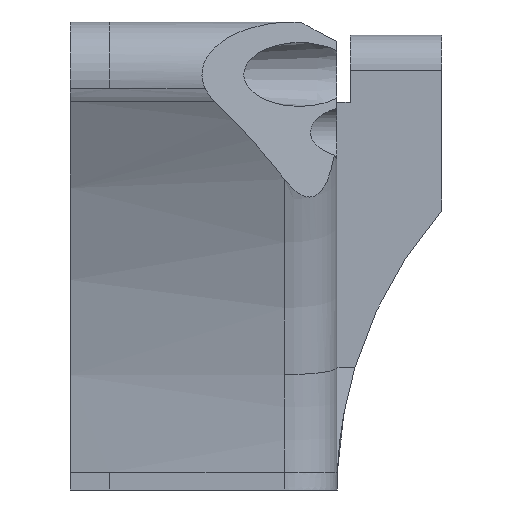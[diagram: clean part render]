
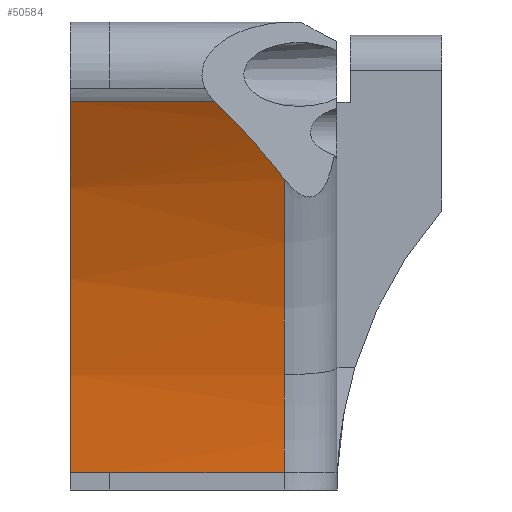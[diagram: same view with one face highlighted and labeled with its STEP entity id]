
A CAD part, left-side view. The second image highlights one B-rep face of the part: STEP entity #50584.
In plain terms, the highlighted cylindrical face has radius 41.469 mm (diameter 82.938 mm), a partial arc.
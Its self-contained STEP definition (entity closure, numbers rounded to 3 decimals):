
#7364 = PLANE('',#7365);
#7365 = AXIS2_PLACEMENT_3D('',#7366,#7367,#7368);
#7366 = CARTESIAN_POINT('',(-6.59,36.25,20.665));
#7367 = DIRECTION('',(0.,1.,0.));
#7368 = DIRECTION('',(-0.,-0.,-1.));
#12183 = PLANE('',#12184);
#12184 = AXIS2_PLACEMENT_3D('',#12185,#12186,#12187);
#12185 = CARTESIAN_POINT('',(-19.053,34.,6.));
#12186 = DIRECTION('',(0.866,0.5,0.));
#12187 = DIRECTION('',(0.5,-0.866,0.));
#27950 = VERTEX_POINT('',#27951);
#27951 = CARTESIAN_POINT('',(-13.279,24.,23.763));
#28117 = TOROIDAL_SURFACE('',#28118,44.469,3.);
#28118 = AXIS2_PLACEMENT_3D('',#28119,#28120,#28121);
#28119 = CARTESIAN_POINT('',(-51.209,24.,7.));
#28120 = DIRECTION('',(0.,-1.,0.));
#28121 = DIRECTION('',(0.989,0.,0.145)
  );
#28205 = EDGE_CURVE('',#28206,#27950,#28208,.T.);
#28206 = VERTEX_POINT('',#28207);
#28207 = CARTESIAN_POINT('',(-15.578,27.981,
    28.215));
#28208 = SURFACE_CURVE('',#28209,(#28214,#28221),.PCURVE_S1.);
#28209 = ELLIPSE('',#28210,82.938,41.469);
#28210 = AXIS2_PLACEMENT_3D('',#28211,#28212,#28213);
#28211 = CARTESIAN_POINT('',(-51.209,89.697,7.));
#28212 = DIRECTION('',(0.866,0.5,0.));
#28213 = DIRECTION('',(0.5,-0.866,0.));
#28214 = PCURVE('',#12183,#28215);
#28215 = DEFINITIONAL_REPRESENTATION('',(#28216),#28220);
#28216 = ELLIPSE('',#28217,82.938,41.469);
#28217 = AXIS2_PLACEMENT_2D('',#28218,#28219);
#28218 = CARTESIAN_POINT('',(-64.313,-1.));
#28219 = DIRECTION('',(1.,0.));
#28220 = ( GEOMETRIC_REPRESENTATION_CONTEXT(2) 
PARAMETRIC_REPRESENTATION_CONTEXT() REPRESENTATION_CONTEXT('2D SPACE',''
  ) );
#28221 = PCURVE('',#28222,#28227);
#28222 = CYLINDRICAL_SURFACE('',#28223,41.469);
#28223 = AXIS2_PLACEMENT_3D('',#28224,#28225,#28226);
#28224 = CARTESIAN_POINT('',(-51.209,-16.,7.));
#28225 = DIRECTION('',(0.,-1.,0.));
#28226 = DIRECTION('',(-1.,0.,0.));
#28227 = DEFINITIONAL_REPRESENTATION('',(#28228),#28235);
#28228 = B_SPLINE_CURVE_WITH_KNOTS('',5,(#28229,#28230,#28231,#28232,
    #28233,#28234),.UNSPECIFIED.,.F.,.F.,(6,6),(5.746,
    6.026),.PIECEWISE_BEZIER_KNOTS.);
#28229 = CARTESIAN_POINT('',(-2.605,-43.981));
#28230 = CARTESIAN_POINT('',(-2.661,-41.923));
#28231 = CARTESIAN_POINT('',(-2.717,-40.107));
#28232 = CARTESIAN_POINT('',(-2.773,-38.546));
#28233 = CARTESIAN_POINT('',(-2.829,-37.251));
#28234 = CARTESIAN_POINT('',(-2.885,-36.229));
#28235 = ( GEOMETRIC_REPRESENTATION_CONTEXT(2) 
PARAMETRIC_REPRESENTATION_CONTEXT() REPRESENTATION_CONTEXT('2D SPACE',''
  ) );
#28254 = CYLINDRICAL_SURFACE('',#28255,3.);
#28255 = AXIS2_PLACEMENT_3D('',#28256,#28257,#28258);
#28256 = CARTESIAN_POINT('',(-13.,-16.,29.75));
#28257 = DIRECTION('',(0.,-1.,0.));
#28258 = DIRECTION('',(-1.,0.,0.));
#40168 = VERTEX_POINT('',#40169);
#40169 = CARTESIAN_POINT('',(-15.578,36.25,28.215));
#40195 = EDGE_CURVE('',#40196,#40168,#40198,.T.);
#40196 = VERTEX_POINT('',#40197);
#40197 = CARTESIAN_POINT('',(-9.74,36.25,7.));
#40198 = SURFACE_CURVE('',#40199,(#40204,#40215),.PCURVE_S1.);
#40199 = CIRCLE('',#40200,41.469);
#40200 = AXIS2_PLACEMENT_3D('',#40201,#40202,#40203);
#40201 = CARTESIAN_POINT('',(-51.209,36.25,7.));
#40202 = DIRECTION('',(0.,-1.,0.));
#40203 = DIRECTION('',(-1.,0.,0.));
#40204 = PCURVE('',#7364,#40205);
#40205 = DEFINITIONAL_REPRESENTATION('',(#40206),#40214);
#40206 = ( BOUNDED_CURVE() B_SPLINE_CURVE(2,(#40207,#40208,#40209,#40210
    ,#40211,#40212,#40213),.UNSPECIFIED.,.T.,.F.) 
B_SPLINE_CURVE_WITH_KNOTS((1,2,2,2,2,1),(-2.094,0.,
    2.094,4.189,6.283,8.378),
.UNSPECIFIED.) CURVE() GEOMETRIC_REPRESENTATION_ITEM() 
RATIONAL_B_SPLINE_CURVE((1.,0.5,1.,0.5,1.,0.5,1.)) REPRESENTATION_ITEM(
  '') );
#40207 = CARTESIAN_POINT('',(13.665,86.088));
#40208 = CARTESIAN_POINT('',(85.492,86.088));
#40209 = CARTESIAN_POINT('',(49.578,23.884));
#40210 = CARTESIAN_POINT('',(13.665,-38.319));
#40211 = CARTESIAN_POINT('',(-22.248,23.884));
#40212 = CARTESIAN_POINT('',(-58.162,86.088));
#40213 = CARTESIAN_POINT('',(13.665,86.088));
#40214 = ( GEOMETRIC_REPRESENTATION_CONTEXT(2) 
PARAMETRIC_REPRESENTATION_CONTEXT() REPRESENTATION_CONTEXT('2D SPACE',''
  ) );
#40215 = PCURVE('',#28222,#40216);
#40216 = DEFINITIONAL_REPRESENTATION('',(#40217),#40221);
#40217 = LINE('',#40218,#40219);
#40218 = CARTESIAN_POINT('',(-6.283,-52.25));
#40219 = VECTOR('',#40220,1.);
#40220 = DIRECTION('',(1.,-0.));
#40221 = ( GEOMETRIC_REPRESENTATION_CONTEXT(2) 
PARAMETRIC_REPRESENTATION_CONTEXT() REPRESENTATION_CONTEXT('2D SPACE',''
  ) );
#46480 = TOROIDAL_SURFACE('',#46481,44.469,3.);
#46481 = AXIS2_PLACEMENT_3D('',#46482,#46483,#46484);
#46482 = CARTESIAN_POINT('',(-51.209,24.,7.));
#46483 = DIRECTION('',(0.,-1.,0.));
#46484 = DIRECTION('',(1.,0.,0.));
#46641 = PLANE('',#46642);
#46642 = AXIS2_PLACEMENT_3D('',#46643,#46644,#46645);
#46643 = CARTESIAN_POINT('',(-9.74,34.,7.));
#46644 = DIRECTION('',(-1.,0.,0.));
#46645 = DIRECTION('',(0.,-1.,0.));
#50330 = EDGE_CURVE('',#50331,#27950,#50333,.T.);
#50331 = VERTEX_POINT('',#50332);
#50332 = CARTESIAN_POINT('',(-10.119,24.,12.595));
#50333 = SURFACE_CURVE('',#50334,(#50339,#50346),.PCURVE_S1.);
#50334 = CIRCLE('',#50335,41.469);
#50335 = AXIS2_PLACEMENT_3D('',#50336,#50337,#50338);
#50336 = CARTESIAN_POINT('',(-51.209,24.,7.));
#50337 = DIRECTION('',(0.,-1.,0.));
#50338 = DIRECTION('',(0.989,0.,0.145)
  );
#50339 = PCURVE('',#28117,#50340);
#50340 = DEFINITIONAL_REPRESENTATION('',(#50341),#50345);
#50341 = LINE('',#50342,#50343);
#50342 = CARTESIAN_POINT('',(0.,3.142));
#50343 = VECTOR('',#50344,1.);
#50344 = DIRECTION('',(1.,0.));
#50345 = ( GEOMETRIC_REPRESENTATION_CONTEXT(2) 
PARAMETRIC_REPRESENTATION_CONTEXT() REPRESENTATION_CONTEXT('2D SPACE',''
  ) );
#50346 = PCURVE('',#28222,#50347);
#50347 = DEFINITIONAL_REPRESENTATION('',(#50348),#50352);
#50348 = LINE('',#50349,#50350);
#50349 = CARTESIAN_POINT('',(-2.996,-40.));
#50350 = VECTOR('',#50351,1.);
#50351 = DIRECTION('',(1.,-0.));
#50352 = ( GEOMETRIC_REPRESENTATION_CONTEXT(2) 
PARAMETRIC_REPRESENTATION_CONTEXT() REPRESENTATION_CONTEXT('2D SPACE',''
  ) );
#50561 = EDGE_CURVE('',#28206,#40168,#50562,.T.);
#50562 = SURFACE_CURVE('',#50563,(#50567,#50574),.PCURVE_S1.);
#50563 = LINE('',#50564,#50565);
#50564 = CARTESIAN_POINT('',(-15.578,-16.,28.215));
#50565 = VECTOR('',#50566,1.);
#50566 = DIRECTION('',(0.,1.,0.));
#50567 = PCURVE('',#28254,#50568);
#50568 = DEFINITIONAL_REPRESENTATION('',(#50569),#50573);
#50569 = LINE('',#50570,#50571);
#50570 = CARTESIAN_POINT('',(-5.746,0.));
#50571 = VECTOR('',#50572,1.);
#50572 = DIRECTION('',(-0.,-1.));
#50573 = ( GEOMETRIC_REPRESENTATION_CONTEXT(2) 
PARAMETRIC_REPRESENTATION_CONTEXT() REPRESENTATION_CONTEXT('2D SPACE',''
  ) );
#50574 = PCURVE('',#28222,#50575);
#50575 = DEFINITIONAL_REPRESENTATION('',(#50576),#50580);
#50576 = LINE('',#50577,#50578);
#50577 = CARTESIAN_POINT('',(-2.605,0.));
#50578 = VECTOR('',#50579,1.);
#50579 = DIRECTION('',(-0.,-1.));
#50580 = ( GEOMETRIC_REPRESENTATION_CONTEXT(2) 
PARAMETRIC_REPRESENTATION_CONTEXT() REPRESENTATION_CONTEXT('2D SPACE',''
  ) );
#50584 = ADVANCED_FACE('',(#50585),#28222,.F.);
#50585 = FACE_BOUND('',#50586,.T.);
#50586 = EDGE_LOOP('',(#50587,#50588,#50589,#50590,#50618,#50641,#50663)
  );
#50587 = ORIENTED_EDGE('',*,*,#28205,.F.);
#50588 = ORIENTED_EDGE('',*,*,#50561,.T.);
#50589 = ORIENTED_EDGE('',*,*,#40195,.F.);
#50590 = ORIENTED_EDGE('',*,*,#50591,.F.);
#50591 = EDGE_CURVE('',#50592,#40196,#50594,.T.);
#50592 = VERTEX_POINT('',#50593);
#50593 = CARTESIAN_POINT('',(-9.74,34.,7.));
#50594 = SURFACE_CURVE('',#50595,(#50599,#50606),.PCURVE_S1.);
#50595 = LINE('',#50596,#50597);
#50596 = CARTESIAN_POINT('',(-9.74,34.,7.));
#50597 = VECTOR('',#50598,1.);
#50598 = DIRECTION('',(0.,1.,0.));
#50599 = PCURVE('',#28222,#50600);
#50600 = DEFINITIONAL_REPRESENTATION('',(#50601),#50605);
#50601 = LINE('',#50602,#50603);
#50602 = CARTESIAN_POINT('',(-3.142,-50.));
#50603 = VECTOR('',#50604,1.);
#50604 = DIRECTION('',(-0.,-1.));
#50605 = ( GEOMETRIC_REPRESENTATION_CONTEXT(2) 
PARAMETRIC_REPRESENTATION_CONTEXT() REPRESENTATION_CONTEXT('2D SPACE',''
  ) );
#50606 = PCURVE('',#50607,#50612);
#50607 = PLANE('',#50608);
#50608 = AXIS2_PLACEMENT_3D('',#50609,#50610,#50611);
#50609 = CARTESIAN_POINT('',(-9.74,34.,7.));
#50610 = DIRECTION('',(1.,0.,0.));
#50611 = DIRECTION('',(0.,1.,0.));
#50612 = DEFINITIONAL_REPRESENTATION('',(#50613),#50617);
#50613 = LINE('',#50614,#50615);
#50614 = CARTESIAN_POINT('',(0.,0.));
#50615 = VECTOR('',#50616,1.);
#50616 = DIRECTION('',(1.,0.));
#50617 = ( GEOMETRIC_REPRESENTATION_CONTEXT(2) 
PARAMETRIC_REPRESENTATION_CONTEXT() REPRESENTATION_CONTEXT('2D SPACE',''
  ) );
#50618 = ORIENTED_EDGE('',*,*,#50619,.T.);
#50619 = EDGE_CURVE('',#50592,#50620,#50622,.T.);
#50620 = VERTEX_POINT('',#50621);
#50621 = CARTESIAN_POINT('',(-9.74,24.,7.));
#50622 = SURFACE_CURVE('',#50623,(#50627,#50634),.PCURVE_S1.);
#50623 = LINE('',#50624,#50625);
#50624 = CARTESIAN_POINT('',(-9.74,34.,7.));
#50625 = VECTOR('',#50626,1.);
#50626 = DIRECTION('',(0.,-1.,0.));
#50627 = PCURVE('',#28222,#50628);
#50628 = DEFINITIONAL_REPRESENTATION('',(#50629),#50633);
#50629 = LINE('',#50630,#50631);
#50630 = CARTESIAN_POINT('',(-3.142,-50.));
#50631 = VECTOR('',#50632,1.);
#50632 = DIRECTION('',(0.,1.));
#50633 = ( GEOMETRIC_REPRESENTATION_CONTEXT(2) 
PARAMETRIC_REPRESENTATION_CONTEXT() REPRESENTATION_CONTEXT('2D SPACE',''
  ) );
#50634 = PCURVE('',#46641,#50635);
#50635 = DEFINITIONAL_REPRESENTATION('',(#50636),#50640);
#50636 = LINE('',#50637,#50638);
#50637 = CARTESIAN_POINT('',(0.,0.));
#50638 = VECTOR('',#50639,1.);
#50639 = DIRECTION('',(1.,0.));
#50640 = ( GEOMETRIC_REPRESENTATION_CONTEXT(2) 
PARAMETRIC_REPRESENTATION_CONTEXT() REPRESENTATION_CONTEXT('2D SPACE',''
  ) );
#50641 = ORIENTED_EDGE('',*,*,#50642,.T.);
#50642 = EDGE_CURVE('',#50620,#50331,#50643,.T.);
#50643 = SURFACE_CURVE('',#50644,(#50649,#50656),.PCURVE_S1.);
#50644 = CIRCLE('',#50645,41.469);
#50645 = AXIS2_PLACEMENT_3D('',#50646,#50647,#50648);
#50646 = CARTESIAN_POINT('',(-51.209,24.,7.));
#50647 = DIRECTION('',(0.,-1.,0.));
#50648 = DIRECTION('',(1.,0.,0.));
#50649 = PCURVE('',#28222,#50650);
#50650 = DEFINITIONAL_REPRESENTATION('',(#50651),#50655);
#50651 = LINE('',#50652,#50653);
#50652 = CARTESIAN_POINT('',(-3.142,-40.));
#50653 = VECTOR('',#50654,1.);
#50654 = DIRECTION('',(1.,-0.));
#50655 = ( GEOMETRIC_REPRESENTATION_CONTEXT(2) 
PARAMETRIC_REPRESENTATION_CONTEXT() REPRESENTATION_CONTEXT('2D SPACE',''
  ) );
#50656 = PCURVE('',#46480,#50657);
#50657 = DEFINITIONAL_REPRESENTATION('',(#50658),#50662);
#50658 = LINE('',#50659,#50660);
#50659 = CARTESIAN_POINT('',(0.,3.142));
#50660 = VECTOR('',#50661,1.);
#50661 = DIRECTION('',(1.,0.));
#50662 = ( GEOMETRIC_REPRESENTATION_CONTEXT(2) 
PARAMETRIC_REPRESENTATION_CONTEXT() REPRESENTATION_CONTEXT('2D SPACE',''
  ) );
#50663 = ORIENTED_EDGE('',*,*,#50330,.T.);
